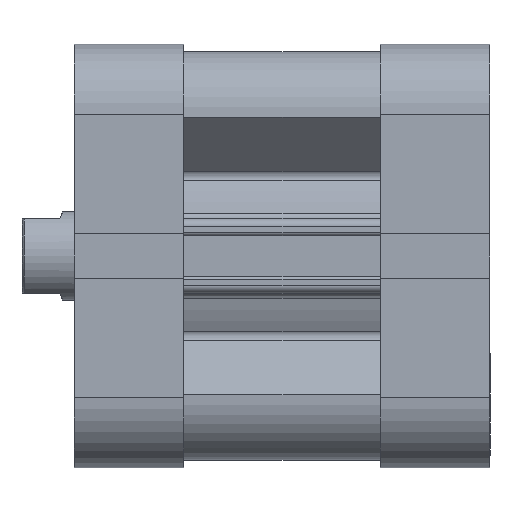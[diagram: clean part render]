
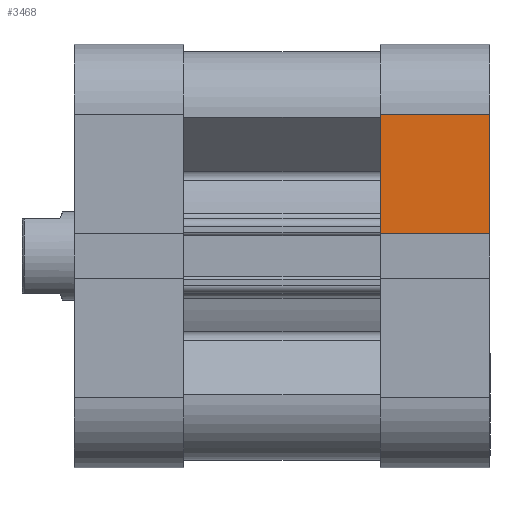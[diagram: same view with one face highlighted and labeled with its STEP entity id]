
A CAD part, front view. The second image highlights one B-rep face of the part: STEP entity #3468.
In plain terms, the highlighted face is planar.
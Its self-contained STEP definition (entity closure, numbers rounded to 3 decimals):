
#1219 = LINE ( 'NONE', #3935, #1220 ) ;
#1220 = VECTOR ( 'NONE', #3936, 1000. ) ;
#1593 = EDGE_CURVE ( 'NONE', #2649, #2679, #9357, .T. ) ;
#1595 = EDGE_CURVE ( 'NONE', #2712, #2679, #9361, .T. ) ;
#1597 = EDGE_CURVE ( 'NONE', #2649, #2710, #9369, .T. ) ;
#2247 = EDGE_CURVE ( 'NONE', #2710, #2712, #1219, .T. ) ;
#2649 = VERTEX_POINT ( 'NONE', #4219 ) ;
#2679 = VERTEX_POINT ( 'NONE', #4249 ) ;
#2710 = VERTEX_POINT ( 'NONE', #4280 ) ;
#2712 = VERTEX_POINT ( 'NONE', #4282 ) ;
#3468 = ADVANCED_FACE ( 'NONE', ( #7103 ), #6409, .T. ) ;
#3935 = CARTESIAN_POINT ( 'NONE',  ( -13.071, 28.5, 0. ) ) ;
#3936 = DIRECTION ( 'NONE',  ( 0., 0., -1. ) ) ;
#4219 = CARTESIAN_POINT ( 'NONE',  ( -27.821, 28.5, 19. ) ) ;
#4249 = CARTESIAN_POINT ( 'NONE',  ( -27.821, 28.5, 2.97 ) ) ;
#4280 = CARTESIAN_POINT ( 'NONE',  ( -13.071, 28.5, 19. ) ) ;
#4282 = CARTESIAN_POINT ( 'NONE',  ( -13.071, 28.5, 2.97 ) ) ;
#5227 = AXIS2_PLACEMENT_3D ( 'NONE', #6412, #6418, #6419 ) ;
#6409 = PLANE ( 'NONE',  #5227 ) ;
#6412 = CARTESIAN_POINT ( 'NONE',  ( -13.071, 28.5, 0. ) ) ;
#6418 = DIRECTION ( 'NONE',  ( 0., 1., 0. ) ) ;
#6419 = DIRECTION ( 'NONE',  ( 0., 0., 1. ) ) ;
#7103 = FACE_OUTER_BOUND ( 'NONE', #7463, .T. ) ;
#7463 = EDGE_LOOP ( 'NONE', ( #7789, #8200, #8199, #8198 ) ) ;
#7789 = ORIENTED_EDGE ( 'NONE', *, *, #2247, .T. ) ;
#8198 = ORIENTED_EDGE ( 'NONE', *, *, #1597, .T. ) ;
#8199 = ORIENTED_EDGE ( 'NONE', *, *, #1593, .F. ) ;
#8200 = ORIENTED_EDGE ( 'NONE', *, *, #1595, .T. ) ;
#9355 = VECTOR ( 'NONE', #9663, 1000. ) ;
#9357 = LINE ( 'NONE', #9662, #9355 ) ;
#9361 = LINE ( 'NONE', #9656, #9365 ) ;
#9365 = VECTOR ( 'NONE', #9667, 1000. ) ;
#9369 = LINE ( 'NONE', #9670, #9370 ) ;
#9370 = VECTOR ( 'NONE', #9671, 1000. ) ;
#9656 = CARTESIAN_POINT ( 'NONE',  ( -13.071, 28.5, 2.97 ) ) ;
#9662 = CARTESIAN_POINT ( 'NONE',  ( -27.821, 28.5, 0. ) ) ;
#9663 = DIRECTION ( 'NONE',  ( 0., 0., -1. ) ) ;
#9667 = DIRECTION ( 'NONE',  ( -1., 0., 0. ) ) ;
#9670 = CARTESIAN_POINT ( 'NONE',  ( -13.071, 28.5, 19. ) ) ;
#9671 = DIRECTION ( 'NONE',  ( 1., 0., 0. ) ) ;
